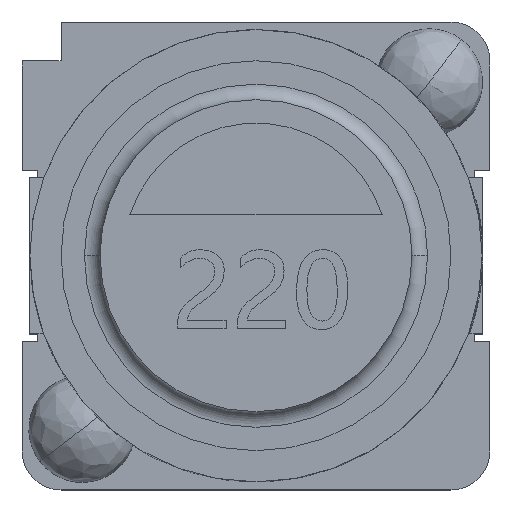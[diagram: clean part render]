
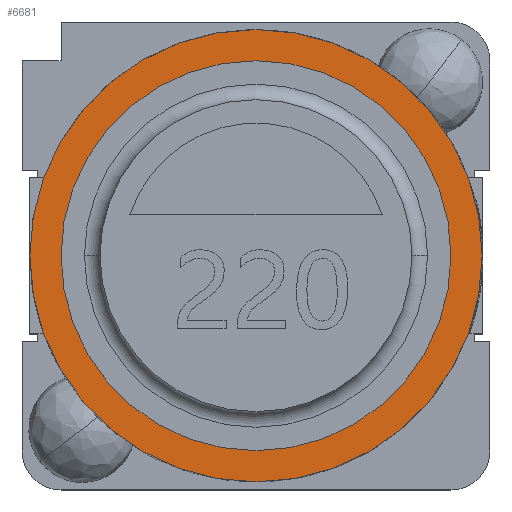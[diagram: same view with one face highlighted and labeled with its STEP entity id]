
A CAD part, top view. The second image highlights one B-rep face of the part: STEP entity #6681.
In plain terms, the highlighted planar face has unit normal (0, 0, 1).
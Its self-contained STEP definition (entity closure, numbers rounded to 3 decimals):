
#683 = CIRCLE ( 'NONE', #8095, 2.9 ) ;
#1091 = CARTESIAN_POINT ( 'NONE',  ( 0., 0., 2.5 ) ) ;
#1354 = ORIENTED_EDGE ( 'NONE', *, *, #5887, .T. ) ;
#1541 = CARTESIAN_POINT ( 'NONE',  ( -2.5, 0., 2.5 ) ) ;
#1750 = VERTEX_POINT ( 'NONE', #1541 ) ;
#1772 = VERTEX_POINT ( 'NONE', #20019 ) ;
#2322 = FACE_BOUND ( 'NONE', #16034, .T. ) ;
#2872 = CARTESIAN_POINT ( 'NONE',  ( 0., 0., 2.5 ) ) ;
#3038 = EDGE_CURVE ( 'NONE', #1750, #12467, #4747, .T. ) ;
#3680 = AXIS2_PLACEMENT_3D ( 'NONE', #2872, #17590, #7619 ) ;
#3841 = VERTEX_POINT ( 'NONE', #16258 ) ;
#4421 = FACE_OUTER_BOUND ( 'NONE', #11429, .T. ) ;
#4747 = CIRCLE ( 'NONE', #11781, 2.5 ) ;
#5211 = EDGE_CURVE ( 'NONE', #1772, #3841, #20466, .T. ) ;
#5381 = AXIS2_PLACEMENT_3D ( 'NONE', #19636, #7810, #14590 ) ;
#5490 = CARTESIAN_POINT ( 'NONE',  ( 2.5, 0., 2.5 ) ) ;
#5887 = EDGE_CURVE ( 'NONE', #3841, #1772, #683, .T. ) ;
#6289 = DIRECTION ( 'NONE',  ( 1., 0., 0. ) ) ;
#6681 = ADVANCED_FACE ( 'NONE', ( #2322, #4421 ), #21107, .T. ) ;
#6707 = DIRECTION ( 'NONE',  ( 0., 0., 1. ) ) ;
#7619 = DIRECTION ( 'NONE',  ( 1., 0., 0. ) ) ;
#7810 = DIRECTION ( 'NONE',  ( 0., 0., 1. ) ) ;
#8039 = ORIENTED_EDGE ( 'NONE', *, *, #13112, .F. ) ;
#8095 = AXIS2_PLACEMENT_3D ( 'NONE', #16917, #10651, #18361 ) ;
#8237 = CIRCLE ( 'NONE', #3680, 2.5 ) ;
#10651 = DIRECTION ( 'NONE',  ( 0., 0., 1. ) ) ;
#11151 = ORIENTED_EDGE ( 'NONE', *, *, #3038, .F. ) ;
#11429 = EDGE_LOOP ( 'NONE', ( #1354, #17213 ) ) ;
#11658 = DIRECTION ( 'NONE',  ( 0., 0., 1. ) ) ;
#11781 = AXIS2_PLACEMENT_3D ( 'NONE', #14720, #6707, #19659 ) ;
#12467 = VERTEX_POINT ( 'NONE', #5490 ) ;
#13112 = EDGE_CURVE ( 'NONE', #12467, #1750, #8237, .T. ) ;
#14590 = DIRECTION ( 'NONE',  ( 1., 0., 0. ) ) ;
#14720 = CARTESIAN_POINT ( 'NONE',  ( 0., 0., 2.5 ) ) ;
#16034 = EDGE_LOOP ( 'NONE', ( #8039, #11151 ) ) ;
#16258 = CARTESIAN_POINT ( 'NONE',  ( -2.9, 0., 2.5 ) ) ;
#16813 = AXIS2_PLACEMENT_3D ( 'NONE', #1091, #11658, #6289 ) ;
#16917 = CARTESIAN_POINT ( 'NONE',  ( 0., 0., 2.5 ) ) ;
#17213 = ORIENTED_EDGE ( 'NONE', *, *, #5211, .T. ) ;
#17590 = DIRECTION ( 'NONE',  ( 0., 0., 1. ) ) ;
#18361 = DIRECTION ( 'NONE',  ( 1., 0., 0. ) ) ;
#19636 = CARTESIAN_POINT ( 'NONE',  ( 0., 0., 2.5 ) ) ;
#19659 = DIRECTION ( 'NONE',  ( 1., 0., 0. ) ) ;
#20019 = CARTESIAN_POINT ( 'NONE',  ( 2.9, 0., 2.5 ) ) ;
#20466 = CIRCLE ( 'NONE', #5381, 2.9 ) ;
#21107 = PLANE ( 'NONE',  #16813 ) ;
